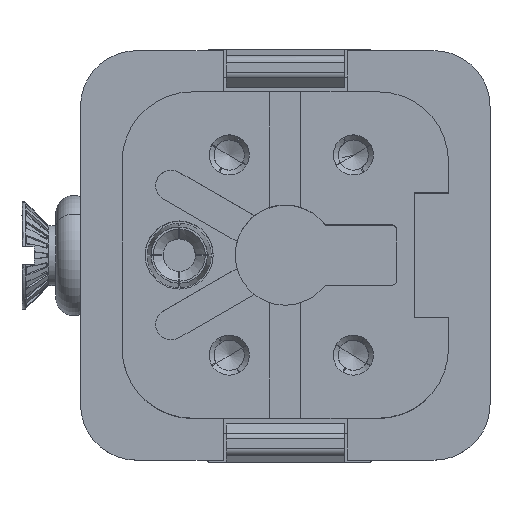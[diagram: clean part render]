
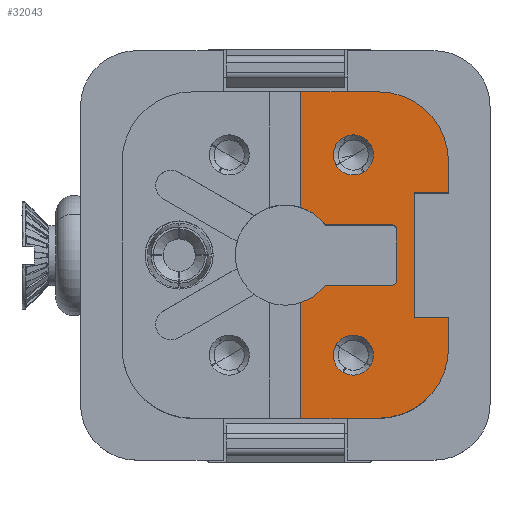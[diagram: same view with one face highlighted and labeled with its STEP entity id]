
A CAD part, top view. The second image highlights one B-rep face of the part: STEP entity #32043.
In plain terms, the highlighted planar face has unit normal (0, 0, 1).
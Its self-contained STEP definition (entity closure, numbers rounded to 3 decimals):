
#10280=DIRECTION('',(0.,1.,0.));
#10281=VECTOR('',#10280,5.773);
#10282=CARTESIAN_POINT('',(-189.828,-40.623,
-12.091));
#10283=LINE('',#10282,#10281);
#10284=CARTESIAN_POINT('',(-190.603,-32.473,
-12.091));
#10285=DIRECTION('',(0.,0.,1.));
#10286=DIRECTION('',(0.31,-0.951,0.));
#10287=AXIS2_PLACEMENT_3D('',#10284,#10285,#10286);
#10289=DIRECTION('',(1.,0.,0.));
#10290=VECTOR('',#10289,3.35);
#10291=CARTESIAN_POINT('',(-188.603,-33.973,
-12.091));
#10292=LINE('',#10291,#10290);
#10293=CARTESIAN_POINT('',(-185.253,-33.773,
-12.091));
#10294=DIRECTION('',(0.,0.,1.));
#10295=DIRECTION('',(0.,-1.,0.));
#10296=AXIS2_PLACEMENT_3D('',#10293,#10294,#10295);
#10298=DIRECTION('',(0.,1.,0.));
#10299=VECTOR('',#10298,2.6);
#10300=CARTESIAN_POINT('',(-185.053,-33.773,
-12.091));
#10301=LINE('',#10300,#10299);
#10302=CARTESIAN_POINT('',(-185.253,-31.173,
-12.091));
#10303=DIRECTION('',(0.,0.,1.));
#10304=DIRECTION('',(1.,0.,0.));
#10305=AXIS2_PLACEMENT_3D('',#10302,#10303,#10304);
#10307=DIRECTION('',(-1.,0.,0.));
#10308=VECTOR('',#10307,3.35);
#10309=CARTESIAN_POINT('',(-185.253,-30.973,
-12.091));
#10310=LINE('',#10309,#10308);
#10311=CARTESIAN_POINT('',(-190.603,-32.473,
-12.091));
#10312=DIRECTION('',(0.,0.,1.));
#10313=DIRECTION('',(0.8,0.6,0.));
#10314=AXIS2_PLACEMENT_3D('',#10311,#10312,#10313);
#10316=DIRECTION('',(0.,1.,0.));
#10317=VECTOR('',#10316,5.773);
#10318=CARTESIAN_POINT('',(-189.828,-30.096,
-12.091));
#10319=LINE('',#10318,#10317);
#10320=DIRECTION('',(1.,0.,0.));
#10321=VECTOR('',#10320,3.875);
#10322=CARTESIAN_POINT('',(-189.828,-24.323,
-12.091));
#10323=LINE('',#10322,#10321);
#10324=CARTESIAN_POINT('',(-185.953,-27.823,
-12.091));
#10325=DIRECTION('',(0.,0.,-1.));
#10326=DIRECTION('',(0.,1.,0.));
#10327=AXIS2_PLACEMENT_3D('',#10324,#10325,#10326);
#10329=DIRECTION('',(0.,-1.,0.));
#10330=VECTOR('',#10329,1.55);
#10331=CARTESIAN_POINT('',(-182.453,-27.823,
-12.091));
#10332=LINE('',#10331,#10330);
#10333=DIRECTION('',(-1.,0.,0.));
#10334=VECTOR('',#10333,1.7);
#10335=CARTESIAN_POINT('',(-182.453,-29.373,
-12.091));
#10336=LINE('',#10335,#10334);
#10337=DIRECTION('',(0.,-1.,0.));
#10338=VECTOR('',#10337,6.2);
#10339=CARTESIAN_POINT('',(-184.153,-29.373,
-12.091));
#10340=LINE('',#10339,#10338);
#10341=DIRECTION('',(1.,0.,0.));
#10342=VECTOR('',#10341,1.7);
#10343=CARTESIAN_POINT('',(-184.153,-35.573,
-12.091));
#10344=LINE('',#10343,#10342);
#10345=DIRECTION('',(0.,-1.,0.));
#10346=VECTOR('',#10345,1.55);
#10347=CARTESIAN_POINT('',(-182.453,-35.573,
-12.091));
#10348=LINE('',#10347,#10346);
#10349=CARTESIAN_POINT('',(-185.953,-37.123,
-12.091));
#10350=DIRECTION('',(0.,0.,-1.));
#10351=DIRECTION('',(1.,0.,0.));
#10352=AXIS2_PLACEMENT_3D('',#10349,#10350,#10351);
#10354=DIRECTION('',(-1.,0.,0.));
#10355=VECTOR('',#10354,3.875);
#10356=CARTESIAN_POINT('',(-185.953,-40.623,
-12.091));
#10357=LINE('',#10356,#10355);
#10358=CARTESIAN_POINT('',(-187.203,-27.473,
-12.091));
#10359=DIRECTION('',(0.,0.,1.));
#10360=DIRECTION('',(0.,1.,0.));
#10361=AXIS2_PLACEMENT_3D('',#10358,#10359,#10360);
#10363=CARTESIAN_POINT('',(-187.203,-27.473,
-12.091));
#10364=DIRECTION('',(0.,0.,1.));
#10365=DIRECTION('',(0.,-1.,0.));
#10366=AXIS2_PLACEMENT_3D('',#10363,#10364,#10365);
#10368=CARTESIAN_POINT('',(-187.203,-37.473,
-12.091));
#10369=DIRECTION('',(0.,0.,1.));
#10370=DIRECTION('',(0.,1.,0.));
#10371=AXIS2_PLACEMENT_3D('',#10368,#10369,#10370);
#10373=CARTESIAN_POINT('',(-187.203,-37.473,
-12.091));
#10374=DIRECTION('',(0.,0.,1.));
#10375=DIRECTION('',(0.,-1.,0.));
#10376=AXIS2_PLACEMENT_3D('',#10373,#10374,#10375);
#18240=CARTESIAN_POINT('',(-188.603,-30.973,
-12.091));
#18241=CARTESIAN_POINT('',(-189.828,-30.096,
-12.091));
#18242=VERTEX_POINT('',#18240);
#18243=VERTEX_POINT('',#18241);
#18254=CARTESIAN_POINT('',(-188.603,-33.973,
-12.091));
#18255=VERTEX_POINT('',#18254);
#18256=CARTESIAN_POINT('',(-189.828,-34.85,
-12.091));
#18257=VERTEX_POINT('',#18256);
#18276=CARTESIAN_POINT('',(-189.828,-40.623,
-12.091));
#18277=VERTEX_POINT('',#18276);
#18278=CARTESIAN_POINT('',(-185.253,-33.973,
-12.091));
#18279=VERTEX_POINT('',#18278);
#18280=CARTESIAN_POINT('',(-185.053,-33.773,
-12.091));
#18281=VERTEX_POINT('',#18280);
#18282=CARTESIAN_POINT('',(-185.053,-31.173,
-12.091));
#18283=VERTEX_POINT('',#18282);
#18284=CARTESIAN_POINT('',(-185.253,-30.973,
-12.091));
#18285=VERTEX_POINT('',#18284);
#18286=CARTESIAN_POINT('',(-189.828,-24.323,
-12.091));
#18287=VERTEX_POINT('',#18286);
#18288=CARTESIAN_POINT('',(-185.953,-24.323,
-12.091));
#18289=VERTEX_POINT('',#18288);
#18290=CARTESIAN_POINT('',(-182.453,-27.823,
-12.091));
#18291=VERTEX_POINT('',#18290);
#18292=CARTESIAN_POINT('',(-182.453,-29.373,
-12.091));
#18293=VERTEX_POINT('',#18292);
#18294=CARTESIAN_POINT('',(-184.153,-29.373,
-12.091));
#18295=VERTEX_POINT('',#18294);
#18296=CARTESIAN_POINT('',(-184.153,-35.573,
-12.091));
#18297=VERTEX_POINT('',#18296);
#18298=CARTESIAN_POINT('',(-182.453,-35.573,
-12.091));
#18299=VERTEX_POINT('',#18298);
#18300=CARTESIAN_POINT('',(-182.453,-37.123,
-12.091));
#18301=VERTEX_POINT('',#18300);
#18302=CARTESIAN_POINT('',(-185.953,-40.623,
-12.091));
#18303=VERTEX_POINT('',#18302);
#18304=CARTESIAN_POINT('',(-187.203,-26.473,
-12.091));
#18305=CARTESIAN_POINT('',(-187.203,-28.473,
-12.091));
#18306=VERTEX_POINT('',#18304);
#18307=VERTEX_POINT('',#18305);
#18308=CARTESIAN_POINT('',(-187.203,-36.473,
-12.091));
#18309=CARTESIAN_POINT('',(-187.203,-38.473,
-12.091));
#18310=VERTEX_POINT('',#18308);
#18311=VERTEX_POINT('',#18309);
#31992=CARTESIAN_POINT('',(-186.141,-32.473,
-12.091));
#31993=DIRECTION('',(0.,0.,1.));
#31994=DIRECTION('',(0.,-1.,0.));
#31995=AXIS2_PLACEMENT_3D('',#31992,#31993,#31994);
#31996=PLANE('',#31995);
#31998=ORIENTED_EDGE('',*,*,#31997,.T.);
#31999=ORIENTED_EDGE('',*,*,#31957,.T.);
#32001=ORIENTED_EDGE('',*,*,#32000,.T.);
#32003=ORIENTED_EDGE('',*,*,#32002,.T.);
#32005=ORIENTED_EDGE('',*,*,#32004,.T.);
#32007=ORIENTED_EDGE('',*,*,#32006,.T.);
#32009=ORIENTED_EDGE('',*,*,#32008,.T.);
#32010=ORIENTED_EDGE('',*,*,#31943,.T.);
#32012=ORIENTED_EDGE('',*,*,#32011,.T.);
#32013=ORIENTED_EDGE('',*,*,#31659,.T.);
#32015=ORIENTED_EDGE('',*,*,#32014,.T.);
#32017=ORIENTED_EDGE('',*,*,#32016,.T.);
#32019=ORIENTED_EDGE('',*,*,#32018,.T.);
#32021=ORIENTED_EDGE('',*,*,#32020,.T.);
#32023=ORIENTED_EDGE('',*,*,#32022,.T.);
#32025=ORIENTED_EDGE('',*,*,#32024,.T.);
#32027=ORIENTED_EDGE('',*,*,#32026,.T.);
#32028=ORIENTED_EDGE('',*,*,#31796,.T.);
#32029=EDGE_LOOP('',(#31998,#31999,#32001,#32003,#32005,#32007,#32009,#32010,
#32012,#32013,#32015,#32017,#32019,#32021,#32023,#32025,#32027,#32028));
#32030=FACE_OUTER_BOUND('',#32029,.F.);
#32032=ORIENTED_EDGE('',*,*,#32031,.T.);
#32034=ORIENTED_EDGE('',*,*,#32033,.T.);
#32035=EDGE_LOOP('',(#32032,#32034));
#32036=FACE_BOUND('',#32035,.F.);
#32038=ORIENTED_EDGE('',*,*,#32037,.T.);
#32040=ORIENTED_EDGE('',*,*,#32039,.T.);
#32041=EDGE_LOOP('',(#32038,#32040));
#32042=FACE_BOUND('',#32041,.F.);
#10288=CIRCLE('',#10287,2.5);
#10297=CIRCLE('',#10296,0.2);
#10306=CIRCLE('',#10305,0.2);
#10315=CIRCLE('',#10314,2.5);
#10328=CIRCLE('',#10327,3.5);
#10353=CIRCLE('',#10352,3.5);
#10362=CIRCLE('',#10361,1.);
#10367=CIRCLE('',#10366,1.);
#10372=CIRCLE('',#10371,1.);
#10377=CIRCLE('',#10376,1.);
#31659=EDGE_CURVE('',#18287,#18289,#10323,.T.);
#31796=EDGE_CURVE('',#18303,#18277,#10357,.T.);
#31943=EDGE_CURVE('',#18242,#18243,#10315,.T.);
#31957=EDGE_CURVE('',#18257,#18255,#10288,.T.);
#31997=EDGE_CURVE('',#18277,#18257,#10283,.T.);
#32000=EDGE_CURVE('',#18255,#18279,#10292,.T.);
#32002=EDGE_CURVE('',#18279,#18281,#10297,.T.);
#32004=EDGE_CURVE('',#18281,#18283,#10301,.T.);
#32006=EDGE_CURVE('',#18283,#18285,#10306,.T.);
#32008=EDGE_CURVE('',#18285,#18242,#10310,.T.);
#32011=EDGE_CURVE('',#18243,#18287,#10319,.T.);
#32014=EDGE_CURVE('',#18289,#18291,#10328,.T.);
#32016=EDGE_CURVE('',#18291,#18293,#10332,.T.);
#32018=EDGE_CURVE('',#18293,#18295,#10336,.T.);
#32020=EDGE_CURVE('',#18295,#18297,#10340,.T.);
#32022=EDGE_CURVE('',#18297,#18299,#10344,.T.);
#32024=EDGE_CURVE('',#18299,#18301,#10348,.T.);
#32026=EDGE_CURVE('',#18301,#18303,#10353,.T.);
#32031=EDGE_CURVE('',#18306,#18307,#10362,.T.);
#32033=EDGE_CURVE('',#18307,#18306,#10367,.T.);
#32037=EDGE_CURVE('',#18310,#18311,#10372,.T.);
#32039=EDGE_CURVE('',#18311,#18310,#10377,.T.);
#32043=ADVANCED_FACE('',(#32030,#32036,#32042),#31996,.T.);
